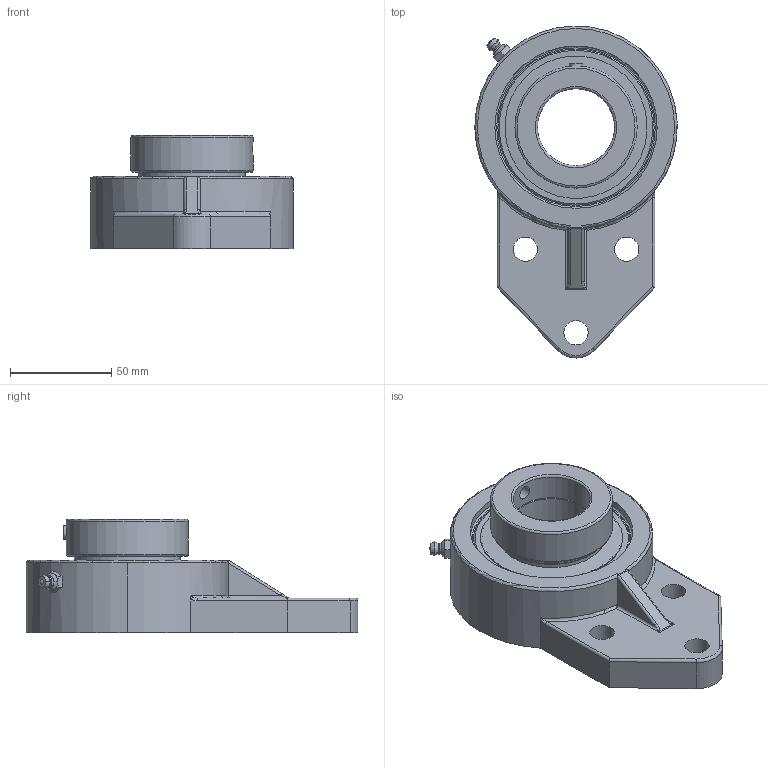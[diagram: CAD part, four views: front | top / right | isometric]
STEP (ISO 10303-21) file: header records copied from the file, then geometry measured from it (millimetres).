
FILE_DESCRIPTION(('HOOPS Exchange Step'),'2;1');
FILE_NAME('export-6F592036-C457-48FF-8206-830404903E8C.stp','2019-12-12T16:14:25+16:00',('ibuslach'),('Alibre'),'HOOPS Exchange 2019.2','Alibre','Unknown authorisation');
FILE_SCHEMA( ('AP242_MANAGED_MODEL_BASED_3D_ENGINEERING_MIM_LF {1 0 10303 442 1 1 4 }') );
Length unit declared in the file: centimetre
Products named in the file (8): UCP ZERK 6mm; MRN SFB 208; SNC 208-24 COLLAR; SNC 208 SHIELD; SNC 208-24 RACES; SNC 207 SS; MRN SNC 208-24; MRN SNCFB 208-24
Assembly tree (8 placements, depth 3):
  MRN SNCFB 208-24
    UCP ZERK 6mm
    MRN SFB 208
    MRN SNC 208-24
      SNC 208-24 COLLAR
      SNC 208 SHIELD  x2
      SNC 208-24 RACES
      SNC 207 SS
Bounding box: 99.99 x 164 x 55.89 mm (x, y, z)
Volume: 254286.6 mm3; surface area: 82872.5 mm2
Topology: 8 solids, 8 shells, 164 faces, 431 edges, 278 vertices
Faces by surface type: cylinder 56, plane 49, torus 23, cone 18, bspline 10, sphere 8
Full cylindrical faces by diameter (mm): 2.509 x2, 6 x2, 6.782 x3, 12 x3, 38.1 x2, 48.768 x2, 52.387 x4, 53.149 x2, 60.3 x1, 67.035 x2, 70.358 x2, 80.195 x1, 84.195 x1
Entity records: 8971 total; most frequent: CARTESIAN_POINT 4842, DIRECTION 872, ORIENTED_EDGE 806, EDGE_CURVE 403, AXIS2_PLACEMENT_3D 370, VERTEX_POINT 264, CIRCLE 189, EDGE_LOOP 185
